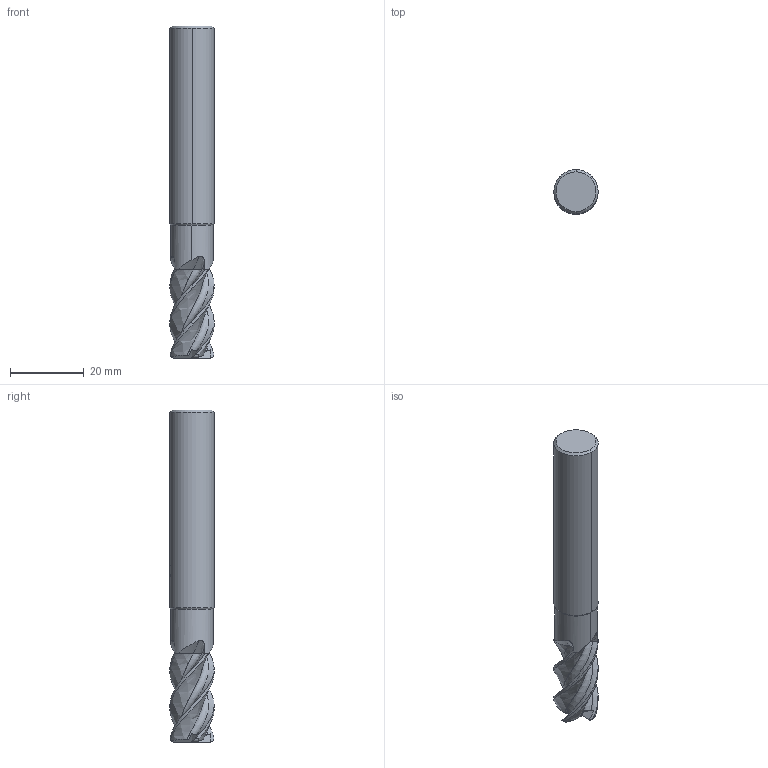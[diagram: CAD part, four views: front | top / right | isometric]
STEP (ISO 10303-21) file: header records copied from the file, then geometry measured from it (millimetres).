
FILE_DESCRIPTION(('no description'),'unknown implementation level');
FILE_NAME('solidCFT5YPlzeU_rrDAvthpjL35C0q8_1.STP',' ',('CIM GmbH Aachen'),('CADClick - KiM GmbH - www.kimweb.de'),'unknown preprocess','ACIS','unknown authorization');
FILE_SCHEMA(('automotive_design'));
Length unit declared in the file: millimetre
Products named in the file (2): 1; 2
Bounding box: 12 x 12 x 90 mm (x, y, z)
Volume: 8718.3 mm3; surface area: 3841.1 mm2
Topology: 2 solids, 2 shells, 88 faces, 243 edges, 159 vertices
Faces by surface type: plane 31, bspline 16, cone 12, revolution 12, cylinder 11, torus 6
Entity records: 12636 total; most frequent: CARTESIAN_POINT 7867, STYLED_ITEM 492, PRESENTATION_STYLE_ASSIGNMENT 492, COLOUR_RGB 492, ORIENTED_EDGE 486, DIRECTION 314, EDGE_CURVE 243, CURVE_STYLE 243
